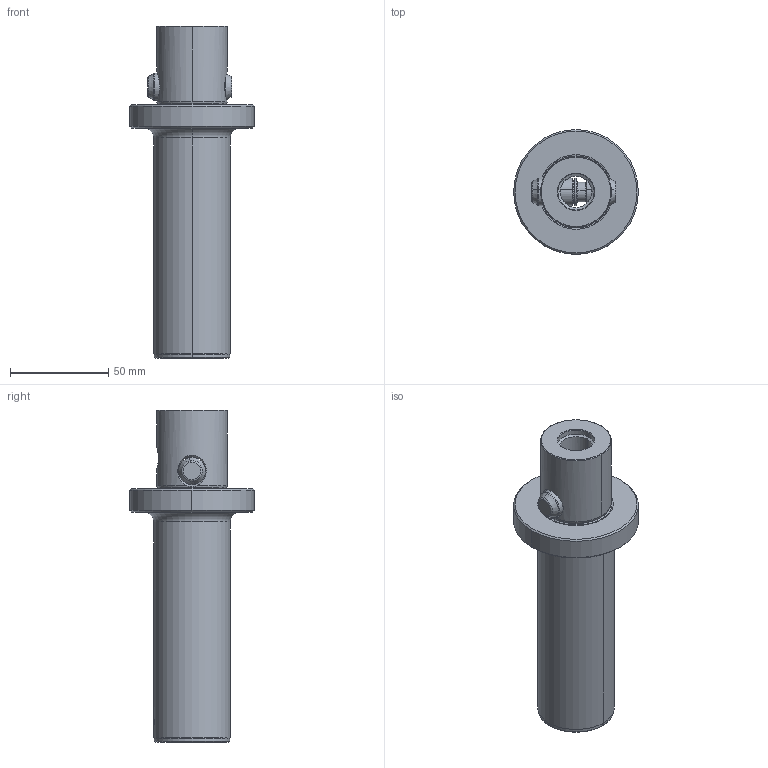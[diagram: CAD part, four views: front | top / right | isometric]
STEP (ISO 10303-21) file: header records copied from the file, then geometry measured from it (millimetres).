
FILE_DESCRIPTION(('no description'),'unknown implementation level');
FILE_NAME('FFF90EA4-8B91-40F7-8040-E199F103950D_export.stp',' ',('CIMSOURCE GmbH'),('CADClick - KiM GmbH - www.kimweb.de'),'unknown preprocess','ACIS','unknown authorization');
FILE_SCHEMA(('automotive_design'));
Length unit declared in the file: millimetre
Products named in the file (3): 332.642 Kaiser CKS6 X CKS4 X 160B|332.642 Kaiser CKS6 X CKS4 X 160B_Standard;NONE; 332.642 Kaiser CKS6 X CKS4 X 160B|690.434 Kaiser ETL M8 X 11 CK4_Standard;NONE; 332.642 Kaiser CKS6 X CKS4 X 160B|691.506 Kaiser ETL �14 X 43K_Standard|691.526 Mitnehmerbolzen_Standard;NONE
Bounding box: 63.5 x 63.5 x 169 mm (x, y, z)
Volume: 179301.5 mm3; surface area: 39430.7 mm2
Topology: 3 solids, 3 shells, 162 faces, 374 edges, 221 vertices
Faces by surface type: cone 50, cylinder 48, plane 39, torus 22, bspline 3
Entity records: 9820 total; most frequent: CARTESIAN_POINT 1767, DIRECTION 850, STYLED_ITEM 756, PRESENTATION_STYLE_ASSIGNMENT 756, COLOUR_RGB 756, ORIENTED_EDGE 740, EDGE_CURVE 370, CURVE_STYLE 370
